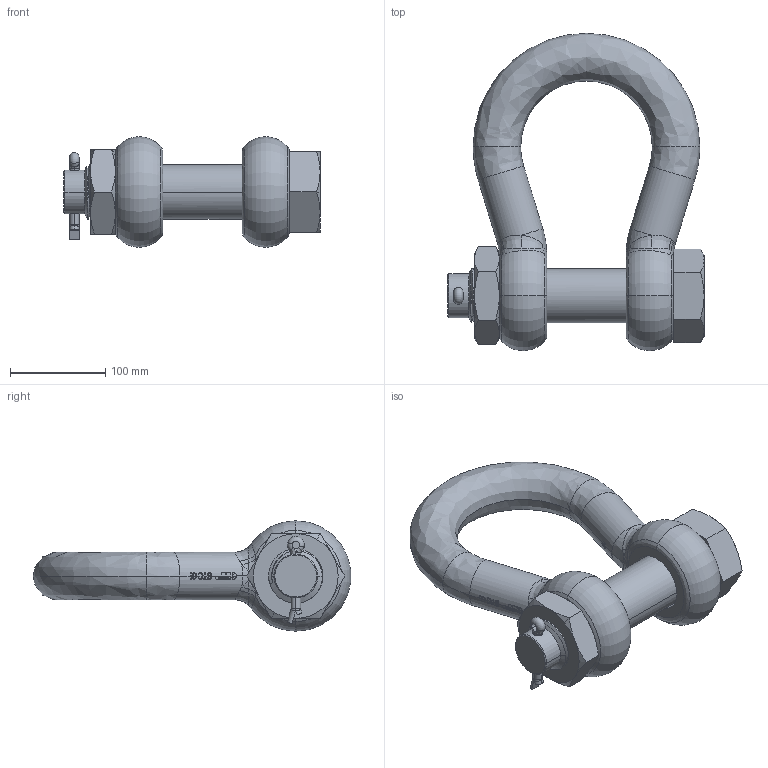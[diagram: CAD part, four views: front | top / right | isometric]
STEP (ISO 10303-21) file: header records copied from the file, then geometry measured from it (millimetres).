
FILE_DESCRIPTION(('STEP AP214'),'1');
FILE_NAME('poghmb50.stp','2017-03-31T16:55:37',('TraceParts'),('TraceParts S.A.'),'Spatial InterOp 3D',' ',' ');
FILE_SCHEMA(('automotive_design'));
Length unit declared in the file: millimetre
Products named in the file (4): poghmb50_1; poghmb50_2; poghmb50_3; poghmb50_4
Bounding box: 269 x 333.08 x 116 mm (x, y, z)
Volume: 2527751.3 mm3; surface area: 245429 mm2
Topology: 4 solids, 4 shells, 742 faces, 2052 edges, 1332 vertices
Faces by surface type: bspline 341, plane 244, cylinder 118, cone 28, torus 11
Entity records: 38255 total; most frequent: CARTESIAN_POINT 22394, ORIENTED_EDGE 4088, EDGE_CURVE 2044, DIRECTION 2026, VERTEX_POINT 1332, LINE 880, VECTOR 880, B_SPLINE_CURVE_WITH_KNOTS 822
